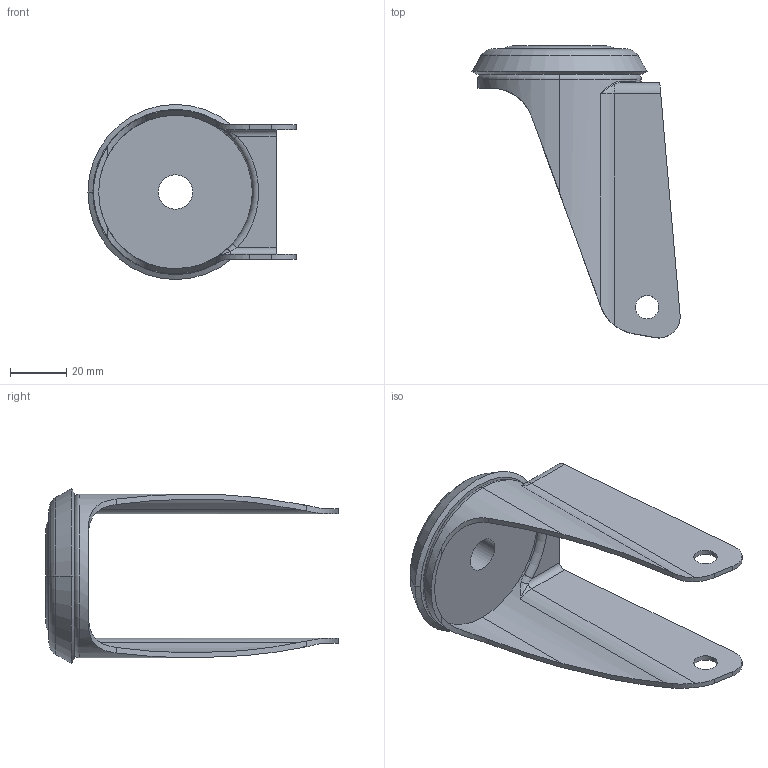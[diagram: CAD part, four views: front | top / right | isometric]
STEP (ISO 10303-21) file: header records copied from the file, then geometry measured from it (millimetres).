
FILE_DESCRIPTION (( 'STEP AP214' ), '1' );
FILE_NAME ('0024879.step', '2024-02-05T11:10:25', ( '' ), ( '' ), 'SwSTEP 2.0', 'SolidWorks 2020', '' );
FILE_SCHEMA (( 'AUTOMOTIVE_DESIGN' ));
Length unit declared in the file: millimetre
Products named in the file (1): 0024879
Bounding box: 73.7 x 103.42 x 62 mm (x, y, z)
Volume: 40964.7 mm3; surface area: 23750.5 mm2
Topology: 1 solids, 1 shells, 73 faces, 180 edges, 110 vertices
Faces by surface type: cylinder 26, plane 19, torus 16, bspline 8, cone 4
Entity records: 2512 total; most frequent: CARTESIAN_POINT 818, ORIENTED_EDGE 352, DIRECTION 350, EDGE_CURVE 176, AXIS2_PLACEMENT_3D 148, VERTEX_POINT 110, EDGE_LOOP 84, CIRCLE 82
